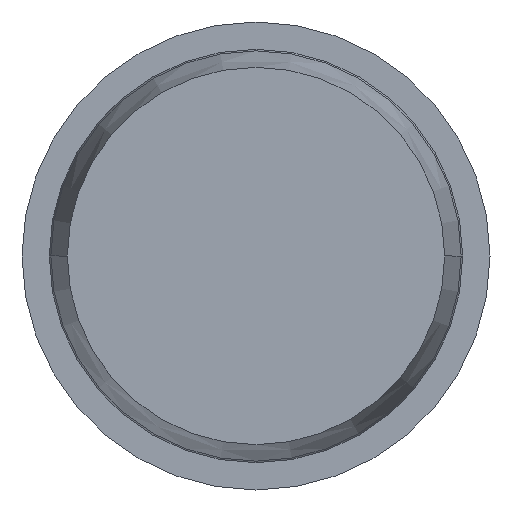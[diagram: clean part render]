
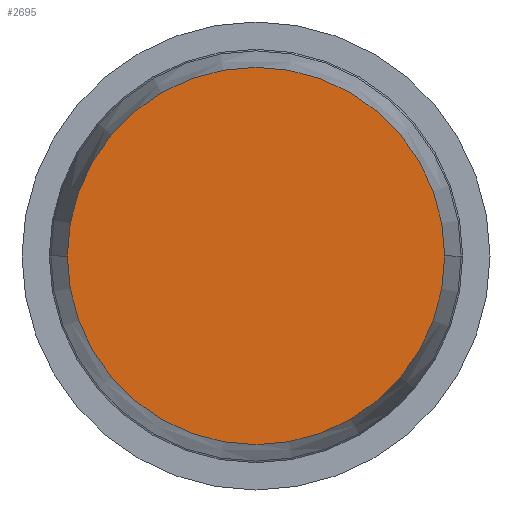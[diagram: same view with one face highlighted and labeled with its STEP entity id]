
A CAD part, front view. The second image highlights one B-rep face of the part: STEP entity #2695.
In plain terms, the highlighted planar face has unit normal (0, -1, 0).
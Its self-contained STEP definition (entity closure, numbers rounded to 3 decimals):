
#181 = FACE_OUTER_BOUND ( 'NONE', #2763, .T. ) ;
#408 = AXIS2_PLACEMENT_3D ( 'NONE', #1243, #4166, #1644 ) ;
#509 = AXIS2_PLACEMENT_3D ( 'NONE', #2609, #1763, #3895 ) ;
#691 = CIRCLE ( 'NONE', #408, 1.209 ) ;
#1243 = CARTESIAN_POINT ( 'NONE',  ( 0., -19., 0. ) ) ;
#1497 = ORIENTED_EDGE ( 'NONE', *, *, #1584, .T. ) ;
#1584 = EDGE_CURVE ( 'Defeature ausgef�hrt1_2+Defeature ausgef�hrt1_11+Defeature ausgef�hrt1_11+Defeature ausgef�hrt1_11', #3481, #4414, #2581, .T. ) ;
#1644 = DIRECTION ( 'NONE',  ( 1., 0., 0. ) ) ;
#1763 = DIRECTION ( 'NONE',  ( 0., -1., 0. ) ) ;
#1817 = PLANE ( 'NONE',  #5455 ) ;
#1830 = CARTESIAN_POINT ( 'NONE',  ( 1.209, -19., 0. ) ) ;
#2581 = CIRCLE ( 'NONE', #509, 1.209 ) ;
#2609 = CARTESIAN_POINT ( 'NONE',  ( 0., -19., 0. ) ) ;
#2695 = ADVANCED_FACE ( 'Defeature ausgef�hrt1_2', ( #181 ), #1817, .T. ) ;
#2763 = EDGE_LOOP ( 'NONE', ( #1497, #4460 ) ) ;
#3481 = VERTEX_POINT ( 'NONE', #4117 ) ;
#3895 = DIRECTION ( 'NONE',  ( 1., 0., 0. ) ) ;
#4117 = CARTESIAN_POINT ( 'NONE',  ( -1.209, -19., 0. ) ) ;
#4166 = DIRECTION ( 'NONE',  ( 0., -1., 0. ) ) ;
#4414 = VERTEX_POINT ( 'NONE', #1830 ) ;
#4460 = ORIENTED_EDGE ( 'NONE', *, *, #4766, .T. ) ;
#4682 = CARTESIAN_POINT ( 'NONE',  ( 0., -19., 0. ) ) ;
#4766 = EDGE_CURVE ( 'Defeature ausgef�hrt1_2+Defeature ausgef�hrt1_11+Defeature ausgef�hrt1_11+Defeature ausgef�hrt1_11', #4414, #3481, #691, .T. ) ;
#4821 = DIRECTION ( 'NONE',  ( 1., 0., 0. ) ) ;
#5076 = DIRECTION ( 'NONE',  ( 0., -1., 0. ) ) ;
#5455 = AXIS2_PLACEMENT_3D ( 'NONE', #4682, #5076, #4821 ) ;
